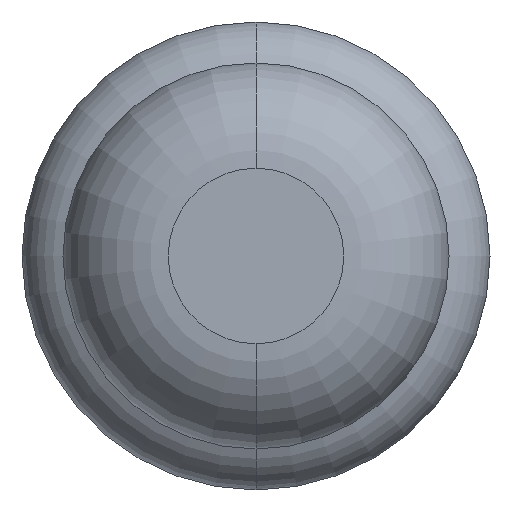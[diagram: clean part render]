
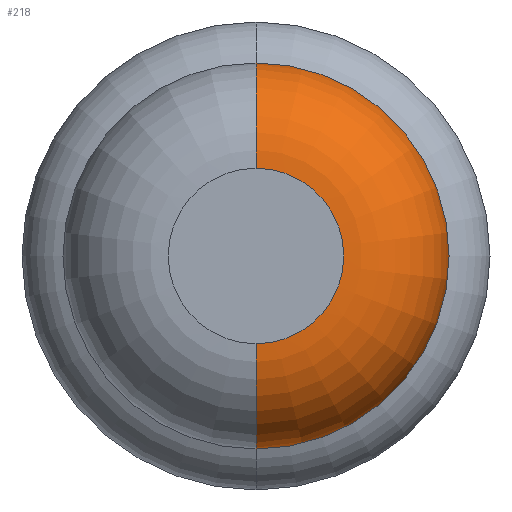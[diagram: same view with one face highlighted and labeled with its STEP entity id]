
A CAD part, front view. The second image highlights one B-rep face of the part: STEP entity #218.
In plain terms, the highlighted toroidal (fillet/blend) face has major radius 0.375 mm and minor radius 0.45 mm.
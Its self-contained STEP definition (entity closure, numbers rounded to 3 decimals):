
#15 = VERTEX_POINT ( 'NONE', #467 ) ;
#105 = TOROIDAL_SURFACE ( 'NONE', #1708, 0.375, 0.45 ) ;
#171 = DIRECTION ( 'NONE',  ( 0., 0., 1. ) ) ;
#203 = FACE_OUTER_BOUND ( 'NONE', #1268, .T. ) ;
#218 = ADVANCED_FACE ( 'Defeature ausgef�hrt1_6', ( #203 ), #105, .T. ) ;
#260 = DIRECTION ( 'NONE',  ( 1., 0., 0. ) ) ;
#409 = AXIS2_PLACEMENT_3D ( 'NONE', #1407, #2018, #3279 ) ;
#431 = AXIS2_PLACEMENT_3D ( 'NONE', #1495, #260, #582 ) ;
#467 = CARTESIAN_POINT ( 'NONE',  ( 0., -23.55, -0.825 ) ) ;
#582 = DIRECTION ( 'NONE',  ( 0., 0., -1. ) ) ;
#853 = AXIS2_PLACEMENT_3D ( 'NONE', #4028, #4016, #2737 ) ;
#1040 = EDGE_CURVE ( 'NONE', #3565, #2184, #3195, .T. ) ;
#1050 = ORIENTED_EDGE ( 'NONE', *, *, #1959, .T. ) ;
#1227 = CIRCLE ( 'NONE', #409, 0.375 ) ;
#1268 = EDGE_LOOP ( 'NONE', ( #1050, #3427, #1417, #1823 ) ) ;
#1322 = EDGE_CURVE ( 'NONE', #1471, #15, #3835, .T. ) ;
#1332 = CARTESIAN_POINT ( 'NONE',  ( 0., -24., -0.375 ) ) ;
#1407 = CARTESIAN_POINT ( 'NONE',  ( 0., -24., 0. ) ) ;
#1415 = DIRECTION ( 'NONE',  ( 0., 1., 0. ) ) ;
#1417 = ORIENTED_EDGE ( 'NONE', *, *, #2877, .F. ) ;
#1449 = AXIS2_PLACEMENT_3D ( 'NONE', #3916, #1415, #171 ) ;
#1471 = VERTEX_POINT ( 'NONE', #1332 ) ;
#1495 = CARTESIAN_POINT ( 'NONE',  ( 0., -23.55, -0.375 ) ) ;
#1521 = CARTESIAN_POINT ( 'NONE',  ( 0., -23.55, 0.825 ) ) ;
#1708 = AXIS2_PLACEMENT_3D ( 'NONE', #3237, #2723, #3692 ) ;
#1823 = ORIENTED_EDGE ( 'NONE', *, *, #1040, .F. ) ;
#1959 = EDGE_CURVE ( 'Defeature ausgef�hrt1_6+Defeature ausgef�hrt1_5+Defeature ausgef�hrt1_5+Defeature ausgef�hrt1_5', #3565, #1471, #1227, .T. ) ;
#2018 = DIRECTION ( 'NONE',  ( 0., 1., 0. ) ) ;
#2184 = VERTEX_POINT ( 'NONE', #1521 ) ;
#2723 = DIRECTION ( 'NONE',  ( 0., 1., 0. ) ) ;
#2737 = DIRECTION ( 'NONE',  ( 0., 0., 1. ) ) ;
#2877 = EDGE_CURVE ( 'Defeature ausgef�hrt1_7+Defeature ausgef�hrt1_6+Defeature ausgef�hrt1_6+Defeature ausgef�hrt1_6', #2184, #15, #3931, .T. ) ;
#3195 = CIRCLE ( 'NONE', #853, 0.45 ) ;
#3237 = CARTESIAN_POINT ( 'NONE',  ( 0., -23.55, 0. ) ) ;
#3279 = DIRECTION ( 'NONE',  ( 0., 0., 1. ) ) ;
#3427 = ORIENTED_EDGE ( 'NONE', *, *, #1322, .T. ) ;
#3556 = CARTESIAN_POINT ( 'NONE',  ( 0., -24., 0.375 ) ) ;
#3565 = VERTEX_POINT ( 'NONE', #3556 ) ;
#3692 = DIRECTION ( 'NONE',  ( 0., 0., 1. ) ) ;
#3835 = CIRCLE ( 'NONE', #431, 0.45 ) ;
#3916 = CARTESIAN_POINT ( 'NONE',  ( 0., -23.55, 0. ) ) ;
#3931 = CIRCLE ( 'NONE', #1449, 0.825 ) ;
#4016 = DIRECTION ( 'NONE',  ( -1., 0., 0. ) ) ;
#4028 = CARTESIAN_POINT ( 'NONE',  ( 0., -23.55, 0.375 ) ) ;
